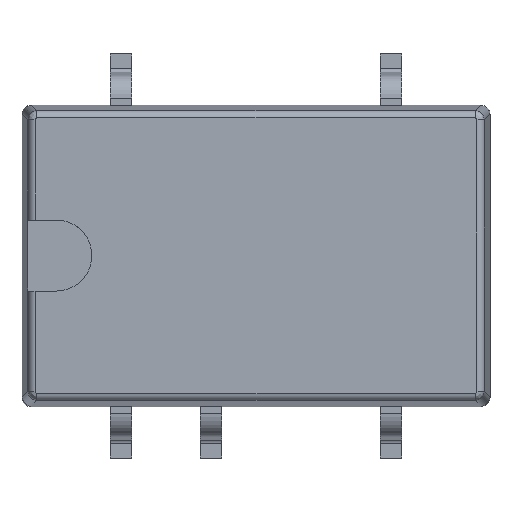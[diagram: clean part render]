
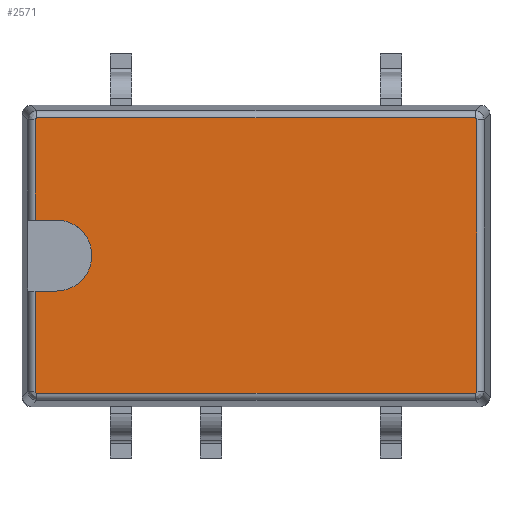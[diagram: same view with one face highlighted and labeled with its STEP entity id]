
A CAD part, top view. The second image highlights one B-rep face of the part: STEP entity #2571.
In plain terms, the highlighted planar face has unit normal (0, 0, 1).
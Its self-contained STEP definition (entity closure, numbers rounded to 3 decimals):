
#465=DIRECTION('',(0.,-1.,0.));
#466=VECTOR('',#465,2.832);
#467=CARTESIAN_POINT('',(-6.231,-1.,5.));
#468=LINE('',#467,#466);
#473=DIRECTION('',(-1.,0.,0.));
#474=VECTOR('',#473,0.601);
#475=CARTESIAN_POINT('',(-5.63,-1.,5.));
#476=LINE('',#475,#474);
#490=CARTESIAN_POINT('',(-5.63,0.,5.));
#491=DIRECTION('',(0.,0.,1.));
#492=DIRECTION('',(0.,-1.,0.));
#493=AXIS2_PLACEMENT_3D('',#490,#491,#492);
#495=CARTESIAN_POINT('',(-5.63,0.,5.));
#496=DIRECTION('',(0.,0.,1.));
#497=DIRECTION('',(1.,0.,0.));
#498=AXIS2_PLACEMENT_3D('',#495,#496,#497);
#500=DIRECTION('',(-1.,0.,0.));
#501=VECTOR('',#500,0.601);
#502=CARTESIAN_POINT('',(-5.63,1.,5.));
#503=LINE('',#502,#501);
#504=CARTESIAN_POINT('',(-6.182,3.832,5.));
#505=DIRECTION('',(0.,0.,-1.));
#506=DIRECTION('',(-1.,0.,0.));
#507=AXIS2_PLACEMENT_3D('',#504,#505,#506);
#509=CARTESIAN_POINT('',(6.182,3.832,5.));
#510=DIRECTION('',(0.,0.,-1.));
#511=DIRECTION('',(0.,1.,0.));
#512=AXIS2_PLACEMENT_3D('',#509,#510,#511);
#514=DIRECTION('',(0.,-1.,0.));
#515=VECTOR('',#514,7.665);
#516=CARTESIAN_POINT('',(6.231,3.832,5.));
#517=LINE('',#516,#515);
#518=CARTESIAN_POINT('',(6.182,-3.832,5.));
#519=DIRECTION('',(0.,0.,-1.));
#520=DIRECTION('',(1.,0.,0.));
#521=AXIS2_PLACEMENT_3D('',#518,#519,#520);
#523=DIRECTION('',(-1.,0.,0.));
#524=VECTOR('',#523,12.363);
#525=CARTESIAN_POINT('',(6.181,-3.882,5.));
#526=LINE('',#525,#524);
#527=CARTESIAN_POINT('',(-6.182,-3.832,5.));
#528=DIRECTION('',(0.,0.,-1.));
#529=DIRECTION('',(0.,-1.,0.));
#530=AXIS2_PLACEMENT_3D('',#527,#528,#529);
#571=DIRECTION('',(0.,-1.,0.));
#572=VECTOR('',#571,2.832);
#573=CARTESIAN_POINT('',(-6.231,3.832,5.));
#574=LINE('',#573,#572);
#585=DIRECTION('',(-1.,0.,0.));
#586=VECTOR('',#585,12.363);
#587=CARTESIAN_POINT('',(6.181,3.882,5.));
#588=LINE('',#587,#586);
#1760=CARTESIAN_POINT('',(6.231,3.832,5.));
#1761=CARTESIAN_POINT('',(6.231,-3.832,5.));
#1762=VERTEX_POINT('',#1760);
#1763=VERTEX_POINT('',#1761);
#1768=CARTESIAN_POINT('',(6.181,-3.882,5.));
#1770=VERTEX_POINT('',#1768);
#1775=CARTESIAN_POINT('',(-6.181,-3.882,
5.));
#1776=VERTEX_POINT('',#1775);
#1789=CARTESIAN_POINT('',(-6.231,1.,5.));
#1790=VERTEX_POINT('',#1789);
#1791=CARTESIAN_POINT('',(-5.63,-1.,5.));
#1792=CARTESIAN_POINT('',(-4.63,0.,5.));
#1793=VERTEX_POINT('',#1791);
#1794=VERTEX_POINT('',#1792);
#1795=CARTESIAN_POINT('',(-5.63,1.,5.));
#1796=VERTEX_POINT('',#1795);
#1797=CARTESIAN_POINT('',(-6.231,3.832,5.));
#1798=CARTESIAN_POINT('',(-6.181,3.882,5.));
#1799=VERTEX_POINT('',#1797);
#1800=VERTEX_POINT('',#1798);
#1801=CARTESIAN_POINT('',(6.181,3.882,5.));
#1802=VERTEX_POINT('',#1801);
#1803=CARTESIAN_POINT('',(-6.231,-3.832,
5.));
#1804=VERTEX_POINT('',#1803);
#1805=CARTESIAN_POINT('',(-6.231,-1.,5.));
#1806=VERTEX_POINT('',#1805);
#2543=CARTESIAN_POINT('',(0.,0.,
5.));
#2544=DIRECTION('',(0.,0.,1.));
#2545=DIRECTION('',(1.,0.,0.));
#2546=AXIS2_PLACEMENT_3D('',#2543,#2544,#2545);
#2547=PLANE('',#2546);
#2548=ORIENTED_EDGE('',*,*,#2525,.F.);
#2550=ORIENTED_EDGE('',*,*,#2549,.T.);
#2552=ORIENTED_EDGE('',*,*,#2551,.T.);
#2554=ORIENTED_EDGE('',*,*,#2553,.T.);
#2556=ORIENTED_EDGE('',*,*,#2555,.F.);
#2558=ORIENTED_EDGE('',*,*,#2557,.T.);
#2560=ORIENTED_EDGE('',*,*,#2559,.F.);
#2562=ORIENTED_EDGE('',*,*,#2561,.T.);
#2564=ORIENTED_EDGE('',*,*,#2563,.T.);
#2565=ORIENTED_EDGE('',*,*,#2428,.T.);
#2566=ORIENTED_EDGE('',*,*,#2453,.T.);
#2567=ORIENTED_EDGE('',*,*,#2484,.T.);
#2568=ORIENTED_EDGE('',*,*,#2506,.F.);
#2569=EDGE_LOOP('',(#2548,#2550,#2552,#2554,#2556,#2558,#2560,#2562,#2564,#2565,
#2566,#2567,#2568));
#2570=FACE_OUTER_BOUND('',#2569,.F.);
#494=CIRCLE('',#493,1.);
#499=CIRCLE('',#498,1.);
#508=CIRCLE('',#507,0.05);
#513=CIRCLE('',#512,0.05);
#522=CIRCLE('',#521,0.05);
#531=CIRCLE('',#530,0.05);
#2428=EDGE_CURVE('',#1763,#1770,#522,.T.);
#2453=EDGE_CURVE('',#1770,#1776,#526,.T.);
#2484=EDGE_CURVE('',#1776,#1804,#531,.T.);
#2506=EDGE_CURVE('',#1806,#1804,#468,.T.);
#2525=EDGE_CURVE('',#1793,#1806,#476,.T.);
#2549=EDGE_CURVE('',#1793,#1794,#494,.T.);
#2551=EDGE_CURVE('',#1794,#1796,#499,.T.);
#2553=EDGE_CURVE('',#1796,#1790,#503,.T.);
#2555=EDGE_CURVE('',#1799,#1790,#574,.T.);
#2557=EDGE_CURVE('',#1799,#1800,#508,.T.);
#2559=EDGE_CURVE('',#1802,#1800,#588,.T.);
#2561=EDGE_CURVE('',#1802,#1762,#513,.T.);
#2563=EDGE_CURVE('',#1762,#1763,#517,.T.);
#2571=ADVANCED_FACE('',(#2570),#2547,.T.);
